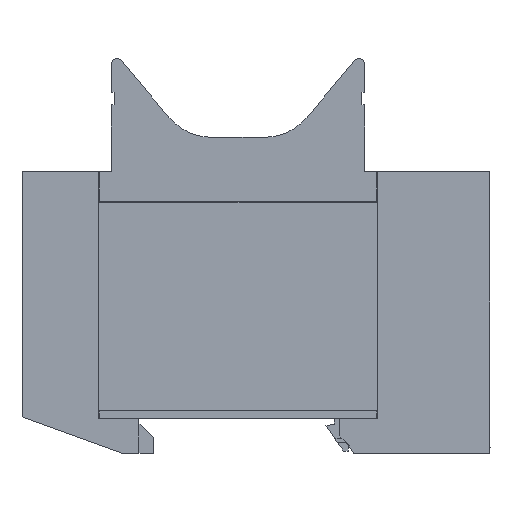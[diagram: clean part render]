
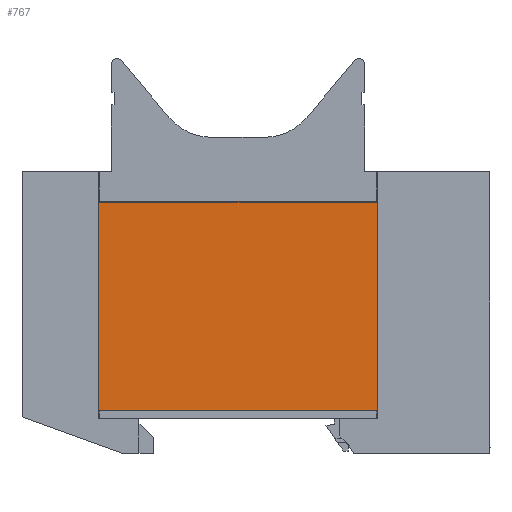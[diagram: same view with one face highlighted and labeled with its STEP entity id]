
A CAD part, left-side view. The second image highlights one B-rep face of the part: STEP entity #767.
In plain terms, the highlighted planar face has unit normal (-1, 0, 0).
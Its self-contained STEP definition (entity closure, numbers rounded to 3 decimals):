
#767=ADVANCED_FACE('',(#1731),#1732,.F.);
#1731=FACE_OUTER_BOUND('',#3384,.T.);
#1732=PLANE('',#3385);
#3384=EDGE_LOOP('',(#6220,#6221,#6222,#6223));
#3385=AXIS2_PLACEMENT_3D('',#6224,#6225,#6226);
#6220=ORIENTED_EDGE('',*,*,#8812,.T.);
#6221=ORIENTED_EDGE('',*,*,#8807,.F.);
#6222=ORIENTED_EDGE('',*,*,#8813,.F.);
#6223=ORIENTED_EDGE('',*,*,#8805,.F.);
#6224=CARTESIAN_POINT('',(3.6,44.8,6.2));
#6225=DIRECTION('',(1.0,0.0,0.0));
#6226=DIRECTION('',(0.0,0.0,-1.0));
#8805=EDGE_CURVE('',#10672,#10668,#10674,.T.);
#8807=EDGE_CURVE('',#10676,#10677,#10678,.T.);
#8812=EDGE_CURVE('',#10672,#10677,#10685,.T.);
#8813=EDGE_CURVE('',#10668,#10676,#10686,.T.);
#10668=VERTEX_POINT('',#13890);
#10672=VERTEX_POINT('',#13896);
#10674=LINE('',#13899,#13900);
#10676=VERTEX_POINT('',#13902);
#10677=VERTEX_POINT('',#13903);
#10678=LINE('',#13904,#13905);
#10685=LINE('',#13915,#13916);
#10686=LINE('',#13917,#13918);
#13890=CARTESIAN_POINT('',(3.6,69.569,7.7));
#13896=CARTESIAN_POINT('',(3.6,20.032,7.7));
#13899=CARTESIAN_POINT('',(3.6,44.8,7.7));
#13900=VECTOR('',#15941,1.0);
#13902=CARTESIAN_POINT('',(3.6,69.569,44.7));
#13903=CARTESIAN_POINT('',(3.6,20.032,44.7));
#13904=CARTESIAN_POINT('',(3.6,27.406,44.7));
#13905=VECTOR('',#15942,1.0);
#13915=CARTESIAN_POINT('',(3.6,20.032,6.2));
#13916=VECTOR('',#15946,1.0);
#13917=CARTESIAN_POINT('',(3.6,69.569,6.2));
#13918=VECTOR('',#15947,1.0);
#15941=DIRECTION('',(0.0,1.0,0.0));
#15942=DIRECTION('',(0.0,-1.0,0.0));
#15946=DIRECTION('',(0.0,0.0,1.0));
#15947=DIRECTION('',(0.0,0.0,1.0));
